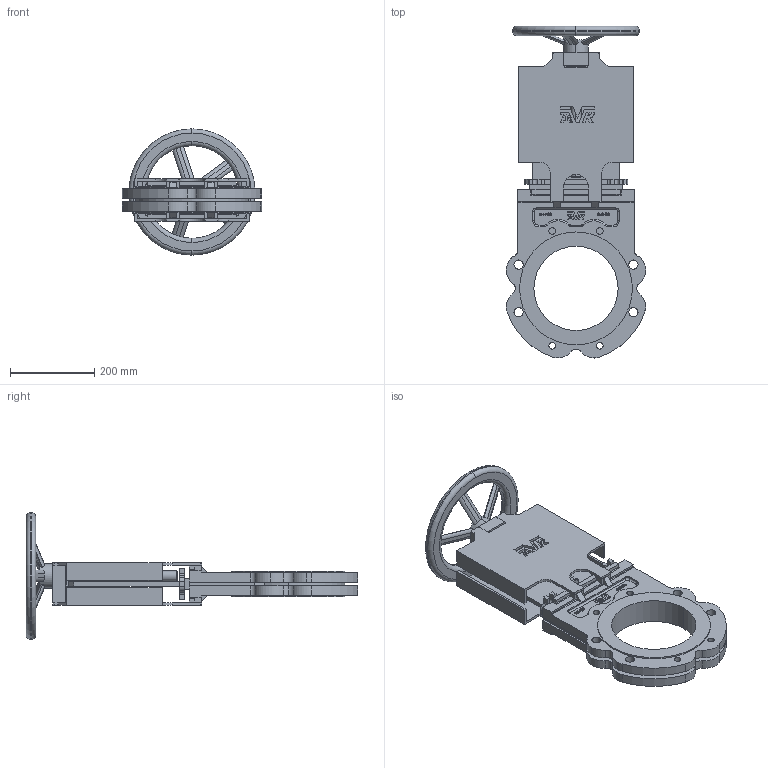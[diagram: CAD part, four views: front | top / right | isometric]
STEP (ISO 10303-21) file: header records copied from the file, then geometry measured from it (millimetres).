
FILE_DESCRIPTION (( 'STEP AP203' ), '1' );
FILE_NAME ('70220010034.STEP', '2017-03-22T17:06:11', ( '' ), ( '' ), 'SwSTEP 2.0', 'SolidWorks 2016', '' );
FILE_SCHEMA (( 'CONFIG_CONTROL_DESIGN' ));
Products named in the file (1): 70220010034
Bounding box: 330.56 x 788.27 x 300 mm (x, y, z)
Volume: 7326595.4 mm3; surface area: 1020495.8 mm2
Topology: 1 solids, 1 shells, 1209 faces, 3413 edges, 2239 vertices
Faces by surface type: plane 556, cylinder 455, bspline 164, torus 32, cone 2
Entity records: 49929 total; most frequent: CARTESIAN_POINT 18918, ORIENTED_EDGE 6798, DIRECTION 6024, EDGE_CURVE 3399, VERTEX_POINT 2237, LINE 2066, VECTOR 2066, AXIS2_PLACEMENT_3D 1979
